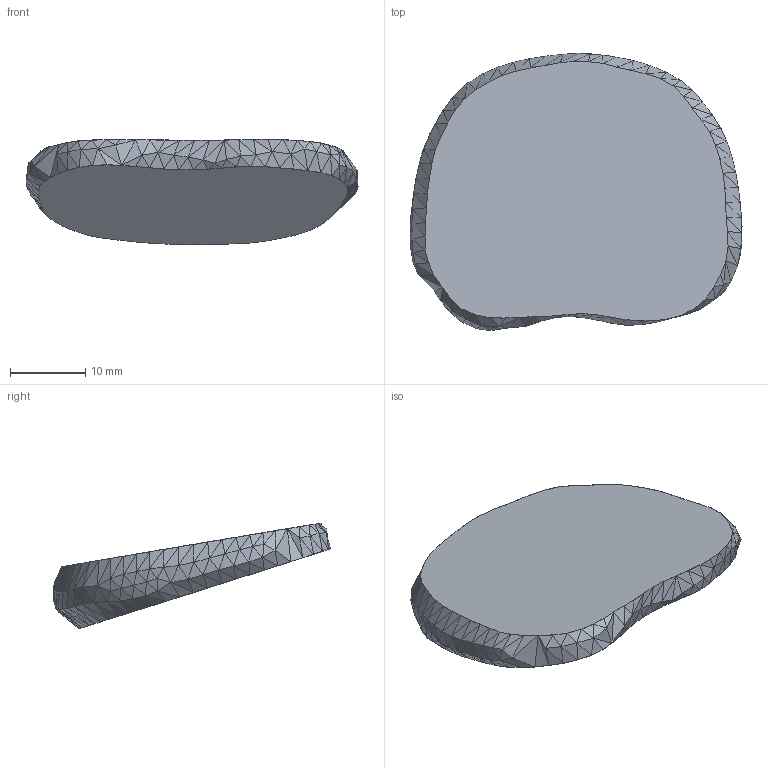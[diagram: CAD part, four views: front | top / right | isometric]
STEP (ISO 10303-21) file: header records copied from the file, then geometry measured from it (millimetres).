
FILE_DESCRIPTION(/* description */ (''),/* implementation_level */ '2;1');
FILE_NAME(/* name */ 'IVD3.step',/* time_stamp */ '2024-06-07T01:31:44-04:00',/* author */ (''),/* organization */ (''),/* preprocessor_version */ 'ST-DEVELOPER v20',/* originating_system */ 'Autodesk Translation Framework v13.14.0.145',/* authorisation */ '');
FILE_SCHEMA (('AUTOMOTIVE_DESIGN { 1 0 10303 214 3 1 1 }'));
Length unit declared in the file: millimetre
Products named in the file (1): Reduced Order Model_Simscape_A3
Bounding box: 44.22 x 36.92 x 14.03 mm (x, y, z)
Volume: 7901.8 mm3; surface area: 3295.8 mm2
Topology: 1 solids, 1 shells, 634 faces, 1271 edges, 639 vertices
Faces by surface type: plane 634
Entity records: 15288 total; most frequent: CARTESIAN_POINT 2545, ORIENTED_EDGE 2542, DIRECTION 2541, LINE 1271, VECTOR 1271, EDGE_CURVE 1271, VERTEX_POINT 639, AXIS2_PLACEMENT_3D 635
